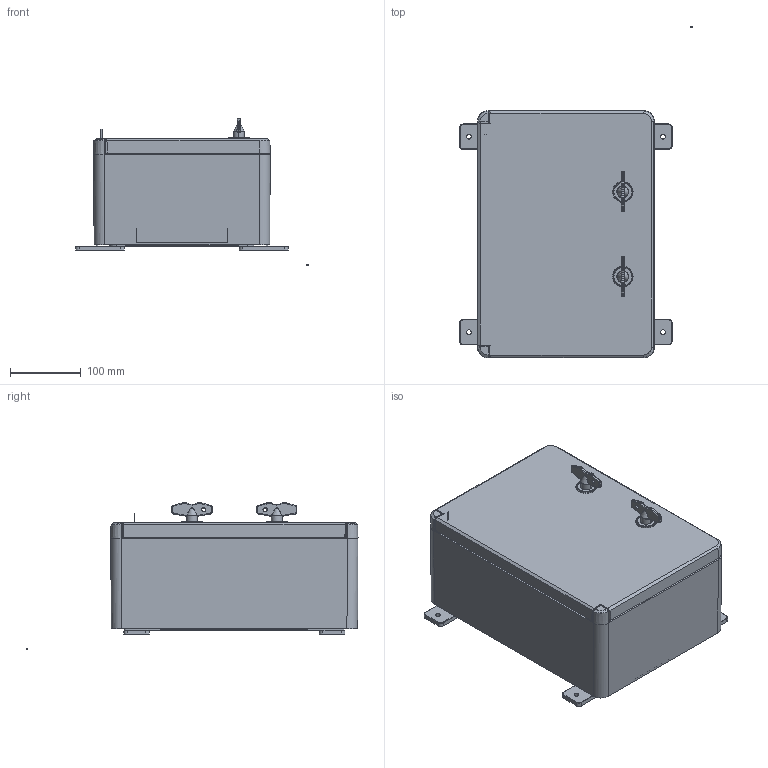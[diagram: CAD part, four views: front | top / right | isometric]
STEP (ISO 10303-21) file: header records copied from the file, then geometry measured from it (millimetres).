
FILE_DESCRIPTION (( 'STEP AP214' ), '1' );
FILE_NAME ('MKP92-N-352515-65 ÙÌÏï-ÓÕË1-IP65 IEK.STEP', '2024-03-11T11:48:58', ( '' ), ( '' ), 'SwSTEP 2.0', 'SolidWorks 2022', '' );
FILE_SCHEMA (( 'AUTOMOTIVE_DESIGN' ));
Length unit declared in the file: millimetre
Products named in the file (22): 250x350x150.sldasm-Part-13-1; 250x350x150.sldasm-Part-11-1; 250x350x150.sldasm-Part-4-1; 250x350x150.sldasm-Part-10-1; 250x350x150.sldasm-Part-3-1; 250x350x150.sldasm-Part-20-1; 250x350x150.sldasm-Part-21-1; 250x350x150.sldasm-Part-12-1; 250x350x150.sldasm-Part-19-1; 250x350x150.sldasm-Part-5-1; 250x350x150.sldasm-Part-16-1; 250x350x150.sldasm-Part-2-1; 250x350x150.sldasm-Part-9-1; 250x350x150.sldasm-Part-15-1; 250x350x150.sldasm-Part-8-1; 250x350x150.sldasm-Part-7-1; 250x350x150.sldasm-Part-17-1; 250x350x150.sldasm-Part-1-1; 250x350x150.sldasm-Part-14-1; MKP92-N-352515-65 ЩМПп-УХЛ1-IP65 IEK; 250x350x150.sldasm-Part-6-1; 250x350x150.sldasm-Part-18-1
Assembly tree (21 placements, depth 2):
  MKP92-N-352515-65 ЩМПп-УХЛ1-IP65 IEK
    250x350x150.sldasm-Part-1-1
    250x350x150.sldasm-Part-2-1
    250x350x150.sldasm-Part-3-1
    250x350x150.sldasm-Part-4-1
    250x350x150.sldasm-Part-5-1
    250x350x150.sldasm-Part-6-1
    250x350x150.sldasm-Part-7-1
    250x350x150.sldasm-Part-8-1
    250x350x150.sldasm-Part-9-1
    250x350x150.sldasm-Part-10-1
    250x350x150.sldasm-Part-11-1
    250x350x150.sldasm-Part-12-1
    250x350x150.sldasm-Part-13-1
    250x350x150.sldasm-Part-14-1
    250x350x150.sldasm-Part-15-1
    250x350x150.sldasm-Part-16-1
    250x350x150.sldasm-Part-17-1
    250x350x150.sldasm-Part-18-1
    250x350x150.sldasm-Part-19-1
    250x350x150.sldasm-Part-20-1
    250x350x150.sldasm-Part-21-1
Bounding box: 329.43 x 470 x 208.13 mm (x, y, z)
Volume: 1406231.6 mm3; surface area: 1098706.1 mm2
Topology: 18 solids, 21 shells, 1896 faces, 4802 edges, 3050 vertices
Faces by surface type: plane 1014, cylinder 322, cone 321, bspline 239
Entity records: 72754 total; most frequent: CARTESIAN_POINT 28620, ORIENTED_EDGE 9569, DIRECTION 8041, EDGE_CURVE 4794, VERTEX_POINT 3050, LINE 2699, VECTOR 2699, AXIS2_PLACEMENT_3D 2671
